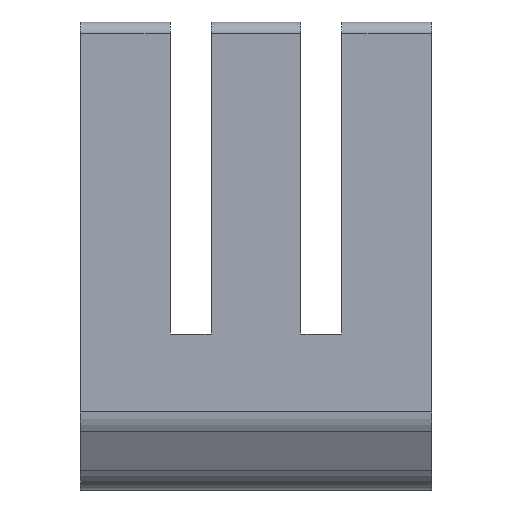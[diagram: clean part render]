
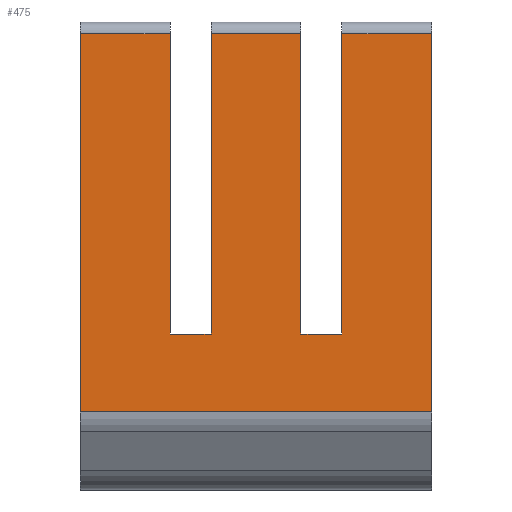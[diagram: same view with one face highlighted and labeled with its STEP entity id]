
A CAD part, left-side view. The second image highlights one B-rep face of the part: STEP entity #475.
In plain terms, the highlighted planar face has unit normal (-1, 0, 0).
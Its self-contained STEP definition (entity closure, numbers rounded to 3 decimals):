
#15 = VECTOR ( 'NONE', #2239, 1000. ) ;
#29 = EDGE_LOOP ( 'NONE', ( #262, #2750, #437, #605, #124, #2115, #1187, #733, #99, #2818, #1560, #609 ) ) ;
#63 = LINE ( 'NONE', #1375, #15 ) ;
#99 = ORIENTED_EDGE ( 'NONE', *, *, #1407, .F. ) ;
#124 = ORIENTED_EDGE ( 'NONE', *, *, #2384, .F. ) ;
#125 = VERTEX_POINT ( 'NONE', #1544 ) ;
#140 = LINE ( 'NONE', #2652, #237 ) ;
#155 = VECTOR ( 'NONE', #529, 1000. ) ;
#199 = CARTESIAN_POINT ( 'NONE',  ( -4.5, 4.5, 11.7 ) ) ;
#232 = LINE ( 'NONE', #1974, #1213 ) ;
#234 = CARTESIAN_POINT ( 'NONE',  ( -4.5, 4.5, 2. ) ) ;
#237 = VECTOR ( 'NONE', #1678, 1000. ) ;
#249 = DIRECTION ( 'NONE',  ( 0., 1., 0. ) ) ;
#262 = ORIENTED_EDGE ( 'NONE', *, *, #1629, .T. ) ;
#270 = VERTEX_POINT ( 'NONE', #1840 ) ;
#280 = DIRECTION ( 'NONE',  ( 0., 1., 0. ) ) ;
#284 = EDGE_CURVE ( 'NONE', #1139, #2634, #1429, .T. ) ;
#309 = DIRECTION ( 'NONE',  ( 0., -1., 0. ) ) ;
#350 = VERTEX_POINT ( 'NONE', #1400 ) ;
#414 = VERTEX_POINT ( 'NONE', #2824 ) ;
#425 = CARTESIAN_POINT ( 'NONE',  ( -4.5, 4.5, 12. ) ) ;
#437 = ORIENTED_EDGE ( 'NONE', *, *, #2457, .F. ) ;
#441 = DIRECTION ( 'NONE',  ( 1., 0., 0. ) ) ;
#475 = ADVANCED_FACE ( 'NONE', ( #1575 ), #1750, .F. ) ;
#503 = VERTEX_POINT ( 'NONE', #234 ) ;
#529 = DIRECTION ( 'NONE',  ( 0., 0., 1. ) ) ;
#555 = CARTESIAN_POINT ( 'NONE',  ( -4.5, -1.15, 4. ) ) ;
#605 = ORIENTED_EDGE ( 'NONE', *, *, #1228, .T. ) ;
#607 = AXIS2_PLACEMENT_3D ( 'NONE', #425, #441, #1344 ) ;
#609 = ORIENTED_EDGE ( 'NONE', *, *, #1557, .T. ) ;
#665 = VECTOR ( 'NONE', #2329, 1000. ) ;
#672 = EDGE_CURVE ( 'NONE', #1139, #350, #2671, .T. ) ;
#682 = CARTESIAN_POINT ( 'NONE',  ( -4.5, -4.5, 11.7 ) ) ;
#733 = ORIENTED_EDGE ( 'NONE', *, *, #2186, .T. ) ;
#760 = VERTEX_POINT ( 'NONE', #1466 ) ;
#764 = CARTESIAN_POINT ( 'NONE',  ( -4.5, -2.2, 4. ) ) ;
#794 = CARTESIAN_POINT ( 'NONE',  ( -4.5, 2.2, 4. ) ) ;
#811 = CARTESIAN_POINT ( 'NONE',  ( -4.5, 4.5, 12. ) ) ;
#855 = EDGE_CURVE ( 'NONE', #503, #270, #140, .T. ) ;
#1006 = CARTESIAN_POINT ( 'NONE',  ( -4.5, 2.2, 4. ) ) ;
#1020 = LINE ( 'NONE', #811, #2573 ) ;
#1041 = CARTESIAN_POINT ( 'NONE',  ( -4.5, -2.2, 11.7 ) ) ;
#1119 = CARTESIAN_POINT ( 'NONE',  ( -4.5, -2.2, 11.7 ) ) ;
#1121 = VECTOR ( 'NONE', #2022, 1000. ) ;
#1139 = VERTEX_POINT ( 'NONE', #794 ) ;
#1164 = DIRECTION ( 'NONE',  ( 0., -1., 0. ) ) ;
#1187 = ORIENTED_EDGE ( 'NONE', *, *, #2164, .T. ) ;
#1213 = VECTOR ( 'NONE', #249, 1000. ) ;
#1228 = EDGE_CURVE ( 'NONE', #1800, #1832, #2798, .T. ) ;
#1271 = DIRECTION ( 'NONE',  ( 0., 1., 0. ) ) ;
#1344 = DIRECTION ( 'NONE',  ( 0., 1., 0. ) ) ;
#1345 = VECTOR ( 'NONE', #2571, 1000. ) ;
#1375 = CARTESIAN_POINT ( 'NONE',  ( -4.5, -2.2, 4. ) ) ;
#1400 = CARTESIAN_POINT ( 'NONE',  ( -4.5, 1.15, 4. ) ) ;
#1407 = EDGE_CURVE ( 'NONE', #350, #125, #1554, .T. ) ;
#1429 = LINE ( 'NONE', #1006, #155 ) ;
#1466 = CARTESIAN_POINT ( 'NONE',  ( -4.5, -2.2, 4. ) ) ;
#1503 = DIRECTION ( 'NONE',  ( 0., 0., -1. ) ) ;
#1507 = EDGE_CURVE ( 'NONE', #414, #760, #2508, .T. ) ;
#1544 = CARTESIAN_POINT ( 'NONE',  ( -4.5, 1.15, 11.7 ) ) ;
#1554 = LINE ( 'NONE', #2426, #1121 ) ;
#1557 = EDGE_CURVE ( 'NONE', #2634, #1876, #1598, .T. ) ;
#1560 = ORIENTED_EDGE ( 'NONE', *, *, #284, .T. ) ;
#1575 = FACE_OUTER_BOUND ( 'NONE', #29, .T. ) ;
#1598 = LINE ( 'NONE', #2463, #2822 ) ;
#1621 = VECTOR ( 'NONE', #309, 1000. ) ;
#1629 = EDGE_CURVE ( 'NONE', #1876, #503, #1020, .T. ) ;
#1678 = DIRECTION ( 'NONE',  ( 0., -1., 0. ) ) ;
#1750 = PLANE ( 'NONE',  #607 ) ;
#1800 = VERTEX_POINT ( 'NONE', #682 ) ;
#1832 = VERTEX_POINT ( 'NONE', #1119 ) ;
#1840 = CARTESIAN_POINT ( 'NONE',  ( -4.5, -4.5, 2. ) ) ;
#1876 = VERTEX_POINT ( 'NONE', #199 ) ;
#1974 = CARTESIAN_POINT ( 'NONE',  ( -4.5, 1.15, 11.7 ) ) ;
#2022 = DIRECTION ( 'NONE',  ( 0., 0., 1. ) ) ;
#2115 = ORIENTED_EDGE ( 'NONE', *, *, #1507, .F. ) ;
#2164 = EDGE_CURVE ( 'NONE', #414, #2820, #2791, .T. ) ;
#2186 = EDGE_CURVE ( 'NONE', #2820, #125, #232, .T. ) ;
#2239 = DIRECTION ( 'NONE',  ( 0., 0., 1. ) ) ;
#2284 = LINE ( 'NONE', #2360, #665 ) ;
#2329 = DIRECTION ( 'NONE',  ( 0., 0., -1. ) ) ;
#2360 = CARTESIAN_POINT ( 'NONE',  ( -4.5, -4.5, 12. ) ) ;
#2384 = EDGE_CURVE ( 'NONE', #760, #1832, #63, .T. ) ;
#2426 = CARTESIAN_POINT ( 'NONE',  ( -4.5, 1.15, 4. ) ) ;
#2457 = EDGE_CURVE ( 'NONE', #1800, #270, #2284, .T. ) ;
#2463 = CARTESIAN_POINT ( 'NONE',  ( -4.5, 4.5, 11.7 ) ) ;
#2478 = CARTESIAN_POINT ( 'NONE',  ( -4.5, -1.15, 11.7 ) ) ;
#2504 = CARTESIAN_POINT ( 'NONE',  ( -4.5, 1.15, 4. ) ) ;
#2508 = LINE ( 'NONE', #764, #2710 ) ;
#2571 = DIRECTION ( 'NONE',  ( 0., 0., 1. ) ) ;
#2573 = VECTOR ( 'NONE', #1503, 1000. ) ;
#2611 = CARTESIAN_POINT ( 'NONE',  ( -4.5, 2.2, 11.7 ) ) ;
#2634 = VERTEX_POINT ( 'NONE', #2611 ) ;
#2652 = CARTESIAN_POINT ( 'NONE',  ( -4.5, -4.5, 2. ) ) ;
#2671 = LINE ( 'NONE', #2504, #1621 ) ;
#2710 = VECTOR ( 'NONE', #1164, 1000. ) ;
#2750 = ORIENTED_EDGE ( 'NONE', *, *, #855, .T. ) ;
#2769 = VECTOR ( 'NONE', #1271, 1000. ) ;
#2791 = LINE ( 'NONE', #555, #1345 ) ;
#2798 = LINE ( 'NONE', #1041, #2769 ) ;
#2818 = ORIENTED_EDGE ( 'NONE', *, *, #672, .F. ) ;
#2820 = VERTEX_POINT ( 'NONE', #2478 ) ;
#2822 = VECTOR ( 'NONE', #280, 1000. ) ;
#2824 = CARTESIAN_POINT ( 'NONE',  ( -4.5, -1.15, 4. ) ) ;
